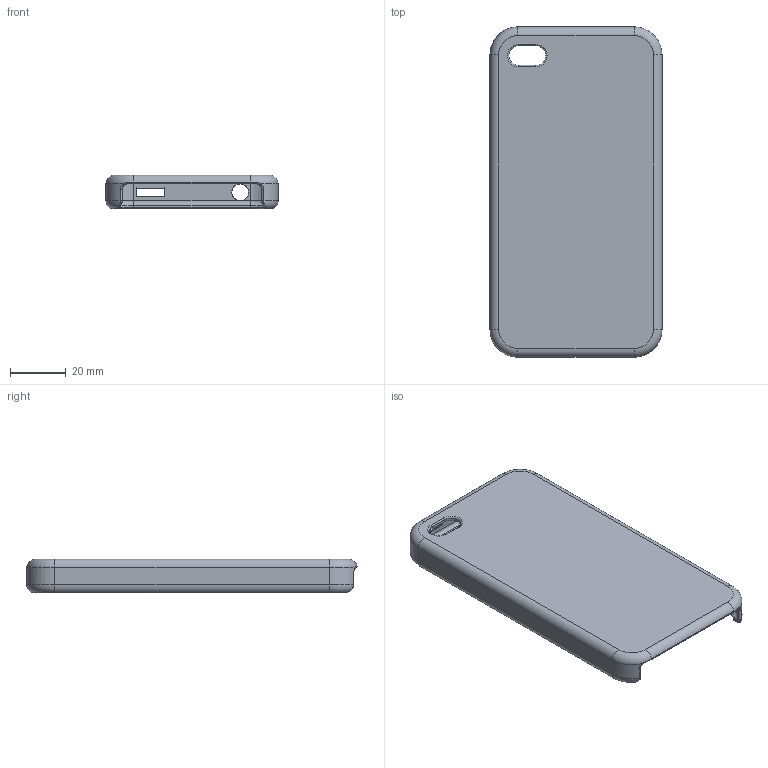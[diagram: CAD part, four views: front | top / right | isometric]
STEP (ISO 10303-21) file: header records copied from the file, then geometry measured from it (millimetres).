
FILE_DESCRIPTION((''),'2;1');
FILE_NAME('template GSM.stp','2012-04-07T11:10:46',('Alex'),(''),'Autodesk Inventor 2012','Autodesk Inventor 2012','');
FILE_SCHEMA(('AUTOMOTIVE_DESIGN { 1 0 10303 214 1 1 1 1 }'));
Length unit declared in the file: millimetre
Products named in the file (1): template
Bounding box: 61.55 x 118.11 x 12.09 mm (x, y, z)
Volume: 14722.5 mm3; surface area: 20294.8 mm2
Topology: 1 solids, 1 shells, 171 faces, 424 edges, 251 vertices
Faces by surface type: cylinder 69, plane 42, torus 31, bspline 23, sphere 6
Full cylindrical faces by diameter (mm): 6 x1
Entity records: 5711 total; most frequent: CARTESIAN_POINT 1709, ORIENTED_EDGE 842, DIRECTION 838, EDGE_CURVE 421, AXIS2_PLACEMENT_3D 338, VERTEX_POINT 250, EDGE_LOOP 179, FACE_OUTER_BOUND 171
